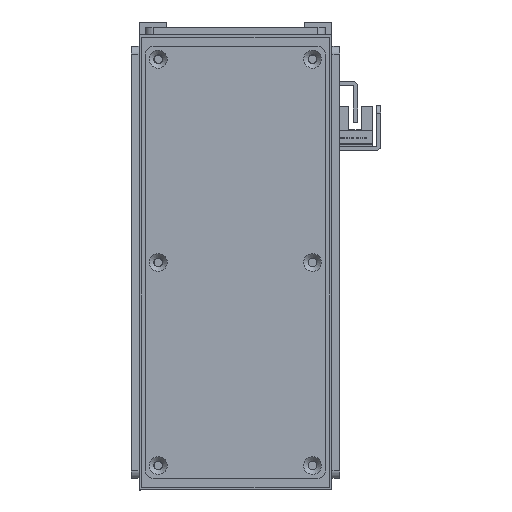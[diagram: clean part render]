
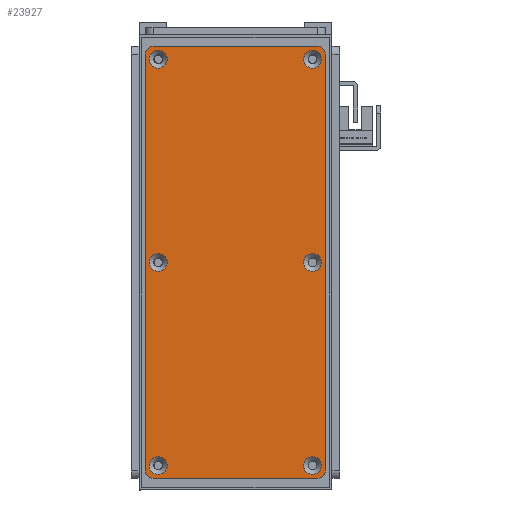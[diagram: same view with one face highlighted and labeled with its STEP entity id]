
A CAD part, left-side view. The second image highlights one B-rep face of the part: STEP entity #23927.
In plain terms, the highlighted face is planar.
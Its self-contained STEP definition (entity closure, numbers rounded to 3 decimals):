
#962=PLANE('',#26770);
#1400=FACE_BOUND('',#4890,.T.);
#1401=FACE_BOUND('',#4891,.T.);
#1402=FACE_BOUND('',#4892,.T.);
#1403=FACE_BOUND('',#4893,.T.);
#1404=FACE_BOUND('',#4894,.T.);
#1405=FACE_BOUND('',#4895,.T.);
#3239=FACE_OUTER_BOUND('',#4889,.T.);
#4889=EDGE_LOOP('',(#22024,#22025,#22026,#22027,#22028,#22029,#22030,#22031));
#4890=EDGE_LOOP('',(#22032));
#4891=EDGE_LOOP('',(#22033));
#4892=EDGE_LOOP('',(#22034));
#4893=EDGE_LOOP('',(#22035));
#4894=EDGE_LOOP('',(#22036));
#4895=EDGE_LOOP('',(#22037));
#6899=LINE('',#41162,#8950);
#6902=LINE('',#41170,#8953);
#6905=LINE('',#41178,#8956);
#6908=LINE('',#41185,#8959);
#8950=VECTOR('',#33456,10.);
#8953=VECTOR('',#33465,10.);
#8956=VECTOR('',#33474,10.);
#8959=VECTOR('',#33483,10.);
#10275=CIRCLE('',#26724,3.45);
#10278=CIRCLE('',#26729,3.45);
#10281=CIRCLE('',#26734,3.45);
#10284=CIRCLE('',#26739,3.45);
#10287=CIRCLE('',#26744,3.45);
#10290=CIRCLE('',#26749,3.45);
#10297=CIRCLE('',#26759,3.);
#10298=CIRCLE('',#26762,3.);
#10299=CIRCLE('',#26765,3.);
#10300=CIRCLE('',#26768,3.);
#12382=VERTEX_POINT('',#41078);
#12385=VERTEX_POINT('',#41088);
#12388=VERTEX_POINT('',#41098);
#12391=VERTEX_POINT('',#41108);
#12394=VERTEX_POINT('',#41118);
#12397=VERTEX_POINT('',#41128);
#12408=VERTEX_POINT('',#41155);
#12409=VERTEX_POINT('',#41157);
#12410=VERTEX_POINT('',#41161);
#12411=VERTEX_POINT('',#41165);
#12412=VERTEX_POINT('',#41169);
#12413=VERTEX_POINT('',#41173);
#12414=VERTEX_POINT('',#41177);
#12415=VERTEX_POINT('',#41181);
#15602=EDGE_CURVE('',#12382,#12382,#10275,.T.);
#15607=EDGE_CURVE('',#12385,#12385,#10278,.T.);
#15612=EDGE_CURVE('',#12388,#12388,#10281,.T.);
#15617=EDGE_CURVE('',#12391,#12391,#10284,.T.);
#15622=EDGE_CURVE('',#12394,#12394,#10287,.T.);
#15627=EDGE_CURVE('',#12397,#12397,#10290,.T.);
#15641=EDGE_CURVE('',#12409,#12408,#10297,.T.);
#15643=EDGE_CURVE('',#12410,#12409,#6899,.T.);
#15645=EDGE_CURVE('',#12411,#12410,#10298,.T.);
#15647=EDGE_CURVE('',#12412,#12411,#6902,.T.);
#15649=EDGE_CURVE('',#12413,#12412,#10299,.T.);
#15651=EDGE_CURVE('',#12414,#12413,#6905,.T.);
#15653=EDGE_CURVE('',#12415,#12414,#10300,.T.);
#15655=EDGE_CURVE('',#12408,#12415,#6908,.T.);
#22024=ORIENTED_EDGE('',*,*,#15655,.T.);
#22025=ORIENTED_EDGE('',*,*,#15653,.T.);
#22026=ORIENTED_EDGE('',*,*,#15651,.T.);
#22027=ORIENTED_EDGE('',*,*,#15649,.T.);
#22028=ORIENTED_EDGE('',*,*,#15647,.T.);
#22029=ORIENTED_EDGE('',*,*,#15645,.T.);
#22030=ORIENTED_EDGE('',*,*,#15643,.T.);
#22031=ORIENTED_EDGE('',*,*,#15641,.T.);
#22032=ORIENTED_EDGE('',*,*,#15602,.T.);
#22033=ORIENTED_EDGE('',*,*,#15607,.T.);
#22034=ORIENTED_EDGE('',*,*,#15612,.T.);
#22035=ORIENTED_EDGE('',*,*,#15617,.T.);
#22036=ORIENTED_EDGE('',*,*,#15622,.T.);
#22037=ORIENTED_EDGE('',*,*,#15627,.T.);
#23927=ADVANCED_FACE('',(#3239,#1400,#1401,#1402,#1403,#1404,#1405),#962,
 .T.);
#26724=AXIS2_PLACEMENT_3D('',#41079,#33364,#33365);
#26729=AXIS2_PLACEMENT_3D('',#41089,#33376,#33377);
#26734=AXIS2_PLACEMENT_3D('',#41099,#33388,#33389);
#26739=AXIS2_PLACEMENT_3D('',#41109,#33400,#33401);
#26744=AXIS2_PLACEMENT_3D('',#41119,#33412,#33413);
#26749=AXIS2_PLACEMENT_3D('',#41129,#33424,#33425);
#26759=AXIS2_PLACEMENT_3D('',#41158,#33451,#33452);
#26762=AXIS2_PLACEMENT_3D('',#41166,#33460,#33461);
#26765=AXIS2_PLACEMENT_3D('',#41174,#33469,#33470);
#26768=AXIS2_PLACEMENT_3D('',#41182,#33478,#33479);
#26770=AXIS2_PLACEMENT_3D('',#41186,#33484,#33485);
#33364=DIRECTION('center_axis',(0.,0.,-1.));
#33365=DIRECTION('ref_axis',(1.,0.,0.));
#33376=DIRECTION('center_axis',(0.,0.,-1.));
#33377=DIRECTION('ref_axis',(1.,0.,0.));
#33388=DIRECTION('center_axis',(0.,0.,-1.));
#33389=DIRECTION('ref_axis',(1.,0.,0.));
#33400=DIRECTION('center_axis',(0.,0.,-1.));
#33401=DIRECTION('ref_axis',(1.,0.,0.));
#33412=DIRECTION('center_axis',(0.,0.,-1.));
#33413=DIRECTION('ref_axis',(1.,0.,0.));
#33424=DIRECTION('center_axis',(0.,0.,-1.));
#33425=DIRECTION('ref_axis',(1.,0.,0.));
#33451=DIRECTION('center_axis',(0.,0.,1.));
#33452=DIRECTION('ref_axis',(-1.,0.,0.));
#33456=DIRECTION('',(0.,1.,0.));
#33460=DIRECTION('center_axis',(0.,0.,1.));
#33461=DIRECTION('ref_axis',(0.,1.,0.));
#33465=DIRECTION('',(1.,0.,0.));
#33469=DIRECTION('center_axis',(0.,0.,1.));
#33470=DIRECTION('ref_axis',(1.,0.,0.));
#33474=DIRECTION('',(0.,-1.,0.));
#33478=DIRECTION('center_axis',(0.,0.,1.));
#33479=DIRECTION('ref_axis',(0.,-1.,0.));
#33483=DIRECTION('',(-1.,0.,0.));
#33484=DIRECTION('center_axis',(0.,0.,1.));
#33485=DIRECTION('ref_axis',(1.,0.,0.));
#41078=CARTESIAN_POINT('',(-3.45,30.,1.5));
#41079=CARTESIAN_POINT('Origin',(0.,30.,1.5));
#41088=CARTESIAN_POINT('',(75.55,-30.,1.5));
#41089=CARTESIAN_POINT('Origin',(79.,-30.,1.5));
#41098=CARTESIAN_POINT('',(-82.45,30.,1.5));
#41099=CARTESIAN_POINT('Origin',(-79.,30.,1.5));
#41108=CARTESIAN_POINT('',(75.55,30.,1.5));
#41109=CARTESIAN_POINT('Origin',(79.,30.,1.5));
#41118=CARTESIAN_POINT('',(-82.45,-30.,1.5));
#41119=CARTESIAN_POINT('Origin',(-79.,-30.,1.5));
#41128=CARTESIAN_POINT('',(-3.45,-30.,1.5));
#41129=CARTESIAN_POINT('Origin',(0.,-30.,1.5));
#41155=CARTESIAN_POINT('',(81.,35.,1.5));
#41157=CARTESIAN_POINT('',(84.,32.,1.5));
#41158=CARTESIAN_POINT('Origin',(81.,32.,1.5));
#41161=CARTESIAN_POINT('',(84.,-32.,1.5));
#41162=CARTESIAN_POINT('',(84.,32.,1.5));
#41165=CARTESIAN_POINT('',(81.,-35.,1.5));
#41166=CARTESIAN_POINT('Origin',(81.,-32.,1.5));
#41169=CARTESIAN_POINT('',(-81.,-35.,1.5));
#41170=CARTESIAN_POINT('',(81.,-35.,1.5));
#41173=CARTESIAN_POINT('',(-84.,-32.,1.5));
#41174=CARTESIAN_POINT('Origin',(-81.,-32.,1.5));
#41177=CARTESIAN_POINT('',(-84.,32.,1.5));
#41178=CARTESIAN_POINT('',(-84.,-32.,1.5));
#41181=CARTESIAN_POINT('',(-81.,35.,1.5));
#41182=CARTESIAN_POINT('Origin',(-81.,32.,1.5));
#41185=CARTESIAN_POINT('',(-81.,35.,1.5));
#41186=CARTESIAN_POINT('Origin',(0.,0.,
1.5));
